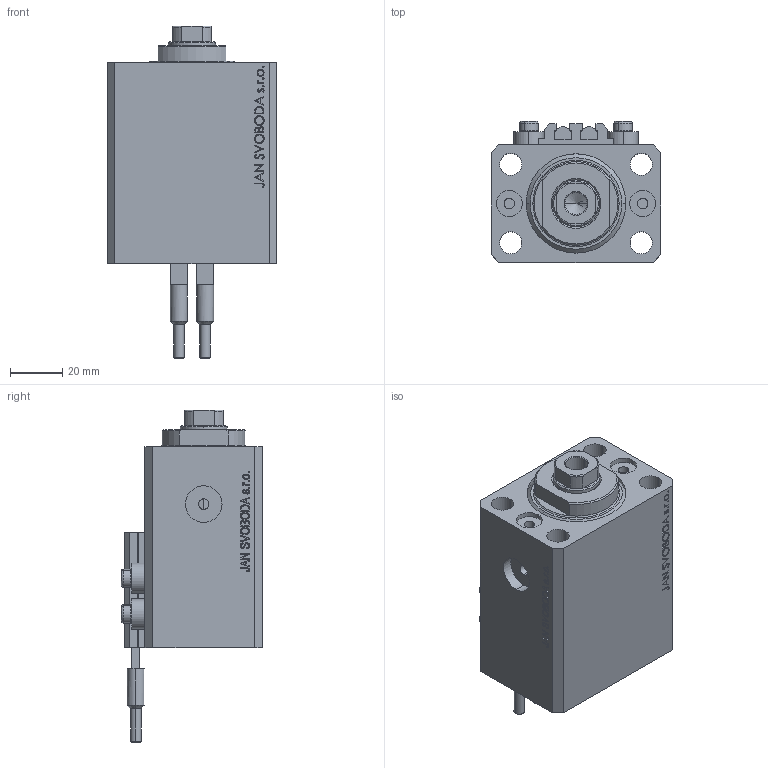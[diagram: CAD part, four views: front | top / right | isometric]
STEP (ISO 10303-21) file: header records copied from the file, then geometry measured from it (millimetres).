
FILE_DESCRIPTION (( 'STEP AP203' ), '1' );
FILE_NAME ('62d7.STEP', '2023-10-07T15:39:55', ( '' ), ( '' ), 'SwSTEP 2.0', 'SolidWorks 2019', '' );
FILE_SCHEMA (( 'CONFIG_CONTROL_DESIGN' ));
Length unit declared in the file: millimetre
Products named in the file (6): V250CE_C_VCP 4b90332ac84726482913377cf31de8dc; V250CE_VC_C 4b90332ac84726482913377cf31de8dc; SWITCH_V250CE 4b90332ac84726482913377cf31de8dc; ALLEN BOLT V250CE 4b90332ac84726482913377cf31de8dc; V250CE_C_Body 4b90332ac84726482913377cf31de8dc; 62d7
Assembly tree (9 placements, depth 2):
  62d7
    V250CE_C_Body 4b90332ac84726482913377cf31de8dc
    ALLEN BOLT V250CE 4b90332ac84726482913377cf31de8dc  x4
    V250CE_C_VCP 4b90332ac84726482913377cf31de8dc
    V250CE_VC_C 4b90332ac84726482913377cf31de8dc
    SWITCH_V250CE 4b90332ac84726482913377cf31de8dc  x2
Bounding box: 65 x 54 x 127 mm (x, y, z)
Volume: 215511.7 mm3; surface area: 60015.6 mm2
Topology: 10 solids, 10 shells, 1086 faces, 2706 edges, 1759 vertices
Faces by surface type: plane 536, bspline 374, cylinder 98, cone 60, torus 18
Entity records: 48041 total; most frequent: CARTESIAN_POINT 25988, ORIENTED_EDGE 4994, DIRECTION 3167, EDGE_CURVE 2497, VERTEX_POINT 1645, VECTOR 1515, LINE 1515, EDGE_LOOP 1108
